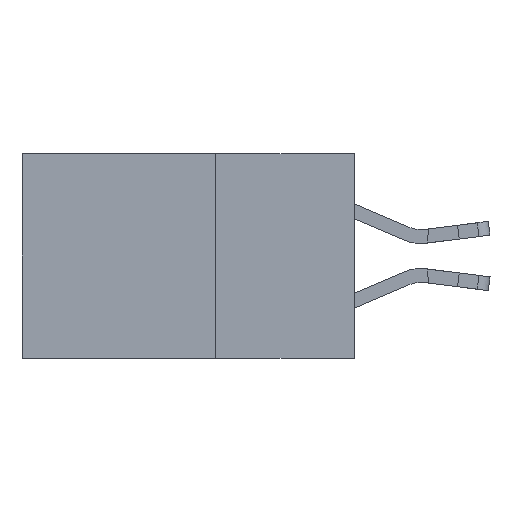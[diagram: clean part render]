
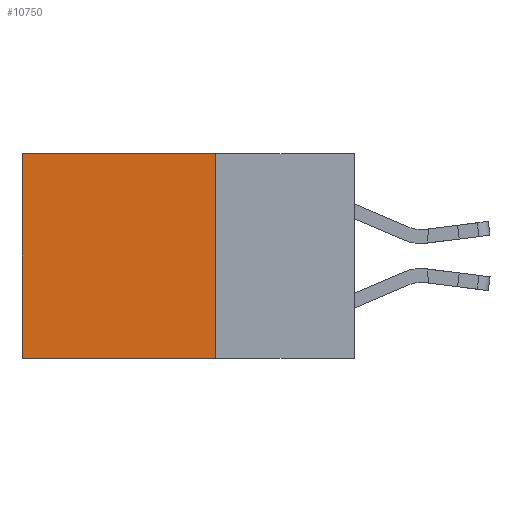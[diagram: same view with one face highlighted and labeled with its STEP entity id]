
A CAD part, left-side view. The second image highlights one B-rep face of the part: STEP entity #10750.
In plain terms, the highlighted planar face has unit normal (-1, 0, 0).
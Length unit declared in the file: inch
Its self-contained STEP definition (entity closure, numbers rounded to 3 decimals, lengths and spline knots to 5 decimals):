
#105 = EDGE_CURVE ( 'NONE', #5905, #8919, #12160, .T. ) ;
#324 = LINE ( 'NONE', #10208, #1253 ) ;
#724 = DIRECTION ( 'NONE',  ( 0., 0., -1. ) ) ;
#1253 = VECTOR ( 'NONE', #2339, 39.37008 ) ;
#1282 = AXIS2_PLACEMENT_3D ( 'NONE', #5679, #11715, #7784 ) ;
#1686 = VECTOR ( 'NONE', #724, 39.37008 ) ;
#1788 = PLANE ( 'NONE',  #1282 ) ;
#1865 = VECTOR ( 'NONE', #12179, 39.37008 ) ;
#2150 = FACE_OUTER_BOUND ( 'NONE', #9123, .T. ) ;
#2339 = DIRECTION ( 'NONE',  ( 0., 0., -1. ) ) ;
#2382 = ORIENTED_EDGE ( 'NONE', *, *, #9289, .F. ) ;
#2624 = VERTEX_POINT ( 'NONE', #7019 ) ;
#2667 = DIRECTION ( 'NONE',  ( 0., 1., 0. ) ) ;
#3828 = LINE ( 'NONE', #9145, #1865 ) ;
#4970 = LINE ( 'NONE', #12357, #7451 ) ;
#5679 = CARTESIAN_POINT ( 'NONE',  ( 0.298, 0.25, 0. ) ) ;
#5905 = VERTEX_POINT ( 'NONE', #10865 ) ;
#6578 = CARTESIAN_POINT ( 'NONE',  ( 0.298, 0.6, 0. ) ) ;
#7019 = CARTESIAN_POINT ( 'NONE',  ( 0.298, 0.25, 0. ) ) ;
#7384 = ORIENTED_EDGE ( 'NONE', *, *, #8623, .T. ) ;
#7451 = VECTOR ( 'NONE', #2667, 39.37008 ) ;
#7520 = ORIENTED_EDGE ( 'NONE', *, *, #10037, .F. ) ;
#7571 = VERTEX_POINT ( 'NONE', #7982 ) ;
#7784 = DIRECTION ( 'NONE',  ( 0., 0., -1. ) ) ;
#7982 = CARTESIAN_POINT ( 'NONE',  ( 0.298, 0.25, -0.37 ) ) ;
#8623 = EDGE_CURVE ( 'NONE', #2624, #5905, #4970, .T. ) ;
#8919 = VERTEX_POINT ( 'NONE', #12298 ) ;
#9123 = EDGE_LOOP ( 'NONE', ( #12767, #7520, #2382, #7384 ) ) ;
#9145 = CARTESIAN_POINT ( 'NONE',  ( 0.298, 0.25, -0.37 ) ) ;
#9289 = EDGE_CURVE ( 'NONE', #2624, #7571, #324, .T. ) ;
#10037 = EDGE_CURVE ( 'NONE', #7571, #8919, #3828, .T. ) ;
#10208 = CARTESIAN_POINT ( 'NONE',  ( 0.298, 0.25, 0. ) ) ;
#10750 = ADVANCED_FACE ( 'NONE', ( #2150 ), #1788, .F. ) ;
#10865 = CARTESIAN_POINT ( 'NONE',  ( 0.298, 0.6, 0. ) ) ;
#11715 = DIRECTION ( 'NONE',  ( 1., 0., 0. ) ) ;
#12160 = LINE ( 'NONE', #6578, #1686 ) ;
#12179 = DIRECTION ( 'NONE',  ( 0., 1., 0. ) ) ;
#12298 = CARTESIAN_POINT ( 'NONE',  ( 0.298, 0.6, -0.37 ) ) ;
#12357 = CARTESIAN_POINT ( 'NONE',  ( 0.298, 0.25, 0. ) ) ;
#12767 = ORIENTED_EDGE ( 'NONE', *, *, #105, .T. ) ;
